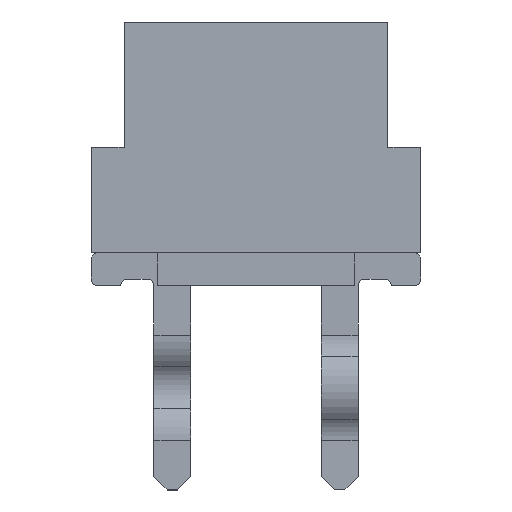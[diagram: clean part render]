
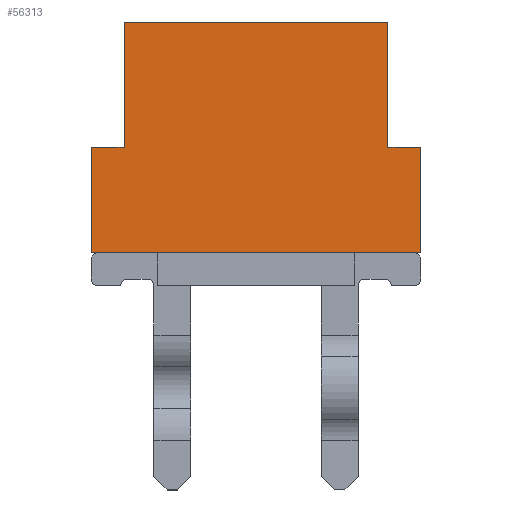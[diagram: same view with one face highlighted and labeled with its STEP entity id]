
A CAD part, front view. The second image highlights one B-rep face of the part: STEP entity #56313.
In plain terms, the highlighted face is planar.
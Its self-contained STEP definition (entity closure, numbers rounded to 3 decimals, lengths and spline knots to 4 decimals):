
#3492=ORIENTED_EDGE('',*,*,#15738,.T.);
#3493=ORIENTED_EDGE('',*,*,#15864,.F.);
#3494=ORIENTED_EDGE('',*,*,#15865,.F.);
#3495=ORIENTED_EDGE('',*,*,#15866,.F.);
#3496=ORIENTED_EDGE('',*,*,#15867,.F.);
#3497=ORIENTED_EDGE('',*,*,#15868,.T.);
#3498=ORIENTED_EDGE('',*,*,#15869,.F.);
#3499=ORIENTED_EDGE('',*,*,#15870,.T.);
#15738=EDGE_CURVE('',#21771,#21770,#25599,.T.);
#15864=EDGE_CURVE('',#21894,#21770,#25722,.T.);
#15865=EDGE_CURVE('',#21895,#21894,#25723,.T.);
#15866=EDGE_CURVE('',#21896,#21895,#25724,.T.);
#15867=EDGE_CURVE('',#21897,#21896,#25725,.T.);
#15868=EDGE_CURVE('',#21897,#21898,#25726,.T.);
#15869=EDGE_CURVE('',#21899,#21898,#25727,.T.);
#15870=EDGE_CURVE('',#21899,#21771,#25728,.T.);
#21770=VERTEX_POINT('',#76475);
#21771=VERTEX_POINT('',#76477);
#21894=VERTEX_POINT('',#76730);
#21895=VERTEX_POINT('',#76732);
#21896=VERTEX_POINT('',#76734);
#21897=VERTEX_POINT('',#76736);
#21898=VERTEX_POINT('',#76738);
#21899=VERTEX_POINT('',#76740);
#25599=LINE('',#76476,#30677);
#25722=LINE('',#76729,#30800);
#25723=LINE('',#76731,#30801);
#25724=LINE('',#76733,#30802);
#25725=LINE('',#76735,#30803);
#25726=LINE('',#76737,#30804);
#25727=LINE('',#76739,#30805);
#25728=LINE('',#76741,#30806);
#30677=VECTOR('',#63947,1000.);
#30800=VECTOR('',#64084,1000.);
#30801=VECTOR('',#64085,1000.);
#30802=VECTOR('',#64086,1000.);
#30803=VECTOR('',#64087,1000.);
#30804=VECTOR('',#64088,1000.);
#30805=VECTOR('',#64089,1000.);
#30806=VECTOR('',#64090,1000.);
#34932=EDGE_LOOP('',(#3492,#3493,#3494,#3495,#3496,#3497,#3498,#3499));
#37186=FACE_BOUND('',#34932,.T.);
#39439=PLANE('',#58807);
#56313=ADVANCED_FACE('',(#37186),#39439,.F.);
#58807=AXIS2_PLACEMENT_3D('',#76728,#64082,#64083);
#63947=DIRECTION('',(0.,1.,0.));
#64082=DIRECTION('',(-1.,0.,0.));
#64083=DIRECTION('',(0.,0.,1.));
#64084=DIRECTION('',(0.,0.,-1.));
#64085=DIRECTION('',(0.,1.,0.));
#64086=DIRECTION('',(0.,0.,-1.));
#64087=DIRECTION('',(0.,1.,0.));
#64088=DIRECTION('',(0.,0.,-1.));
#64089=DIRECTION('',(0.,1.,0.));
#64090=DIRECTION('',(0.,0.,-1.));
#76475=CARTESIAN_POINT('',(18.81,2.5,0.));
#76476=CARTESIAN_POINT('',(18.81,-2.5,0.));
#76477=CARTESIAN_POINT('',(18.81,-2.5,0.));
#76728=CARTESIAN_POINT('',(18.81,-2.5,1.6));
#76729=CARTESIAN_POINT('',(18.81,2.5,1.6));
#76730=CARTESIAN_POINT('',(18.81,2.5,1.6));
#76731=CARTESIAN_POINT('',(18.81,-2.5,1.6));
#76732=CARTESIAN_POINT('',(18.81,2.,1.6));
#76733=CARTESIAN_POINT('',(18.81,2.,3.5));
#76734=CARTESIAN_POINT('',(18.81,2.,3.5));
#76735=CARTESIAN_POINT('',(18.81,-2.,3.5));
#76736=CARTESIAN_POINT('',(18.81,-2.,3.5));
#76737=CARTESIAN_POINT('',(18.81,-2.,3.5));
#76738=CARTESIAN_POINT('',(18.81,-2.,1.6));
#76739=CARTESIAN_POINT('',(18.81,-2.5,1.6));
#76740=CARTESIAN_POINT('',(18.81,-2.5,1.6));
#76741=CARTESIAN_POINT('',(18.81,-2.5,1.6));
